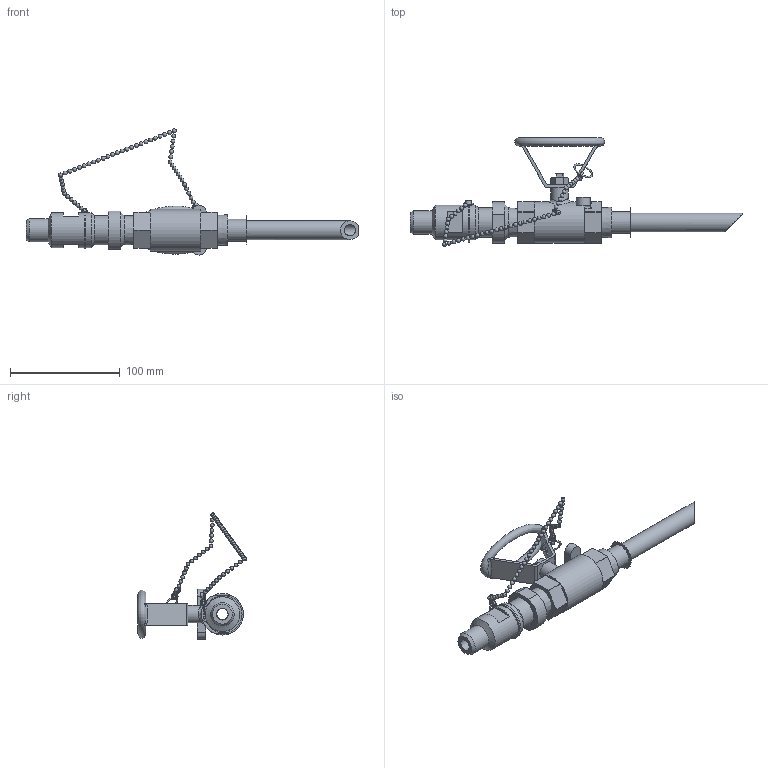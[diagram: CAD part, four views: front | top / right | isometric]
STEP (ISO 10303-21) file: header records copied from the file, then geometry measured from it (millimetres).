
FILE_DESCRIPTION(/* description */ (''),/* implementation_level */ '2;1');
FILE_NAME(/* name */ 'CS-50A75A-4IA-EEEV_R0.stp',/* time_stamp */ '2024-11-07T08:29:20-05:00',/* author */ ('SalesDesk5'),/* organization */ (''),/* preprocessor_version */ 'ST-DEVELOPER v20',/* originating_system */ 'Autodesk Inventor 2025',/* authorisation */ '');
FILE_SCHEMA (('CONFIG_CONTROL_DESIGN'));
Length unit declared in the file: inch
Products named in the file (1): Part2
Bounding box: 303.17 x 99.35 x 115.2 mm (x, y, z)
Volume: 174533.9 mm3; surface area: 77492.1 mm2
Topology: 21 solids, 21 shells, 349 faces, 897 edges, 588 vertices
Faces by surface type: plane 139, cylinder 114, sphere 63, cone 23, torus 5, bspline 5
Full cylindrical faces by diameter (mm): 0.9 x54, 2.5 x2, 3.8 x2, 4 x2, 5.08 x2, 7.62 x1, 7.95 x1, 10.236 x1, 10.744 x1, 16.002 x1, 17.145 x1, 17.704 x1, 20.015 x1, 20.142 x1, 20.396 x1, 21.336 x1, 23.419 x2, 26.67 x2, 28.956 x1, 31.75 x2, 38.049 x1
Entity records: 12170 total; most frequent: CARTESIAN_POINT 2946, DIRECTION 1993, ORIENTED_EDGE 1776, EDGE_CURVE 888, AXIS2_PLACEMENT_3D 827, VERTEX_POINT 588, CIRCLE 477, EDGE_LOOP 392
